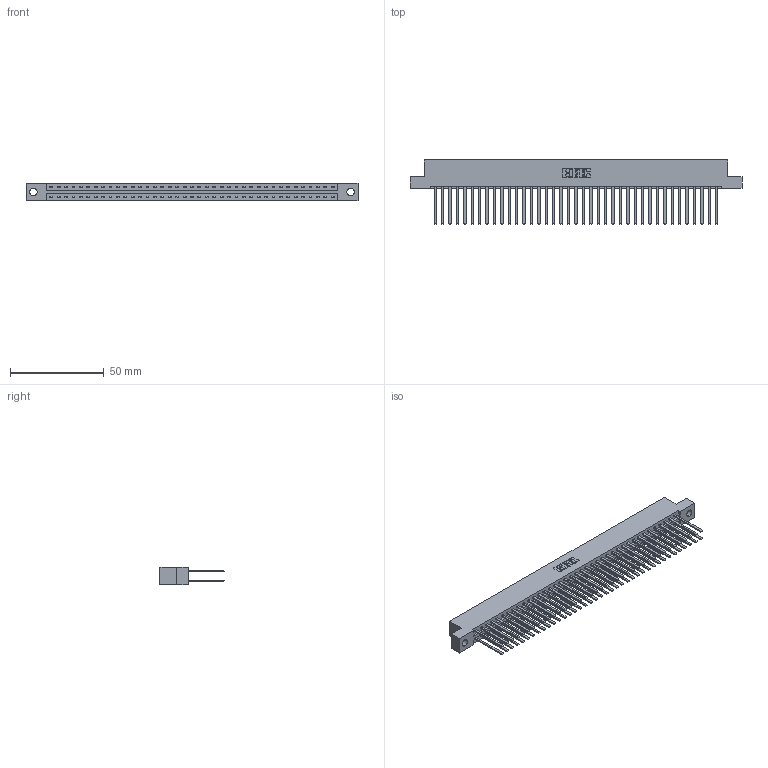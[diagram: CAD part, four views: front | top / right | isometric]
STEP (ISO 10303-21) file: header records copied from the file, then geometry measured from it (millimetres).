
FILE_DESCRIPTION (( 'STEP AP203' ), '1' );
FILE_NAME ('387-078-544-204.STEP', '2019-10-22T06:23:08', ( '' ), ( '' ), 'SwSTEP 2.0', 'SolidWorks 2016', '' );
FILE_SCHEMA (( 'CONFIG_CONTROL_DESIGN' ));
Length unit declared in the file: inch
Products named in the file (3): 387-078-544-204; 345-292-001_345-293-144; 337 Part_Flush Mounting Lugs - 0.156 Dia-TH
Assembly tree (79 placements, depth 2):
  387-078-544-204
    337 Part_Flush Mounting Lugs - 0.156 Dia-TH
    345-292-001_345-293-144  x78
Bounding box: 177.55 x 34.3 x 9.4 mm (x, y, z)
Volume: 19676.8 mm3; surface area: 25584.9 mm2
Topology: 79 solids, 79 shells, 3858 faces, 11465 edges, 7538 vertices
Faces by surface type: plane 2722, cylinder 1136
Entity records: 30445 total; most frequent: CARTESIAN_POINT 5130, ORIENTED_EDGE 5066, DIRECTION 4365, EDGE_CURVE 2533, VECTOR 2409, LINE 2409, VERTEX_POINT 1686, AXIS2_PLACEMENT_3D 978
